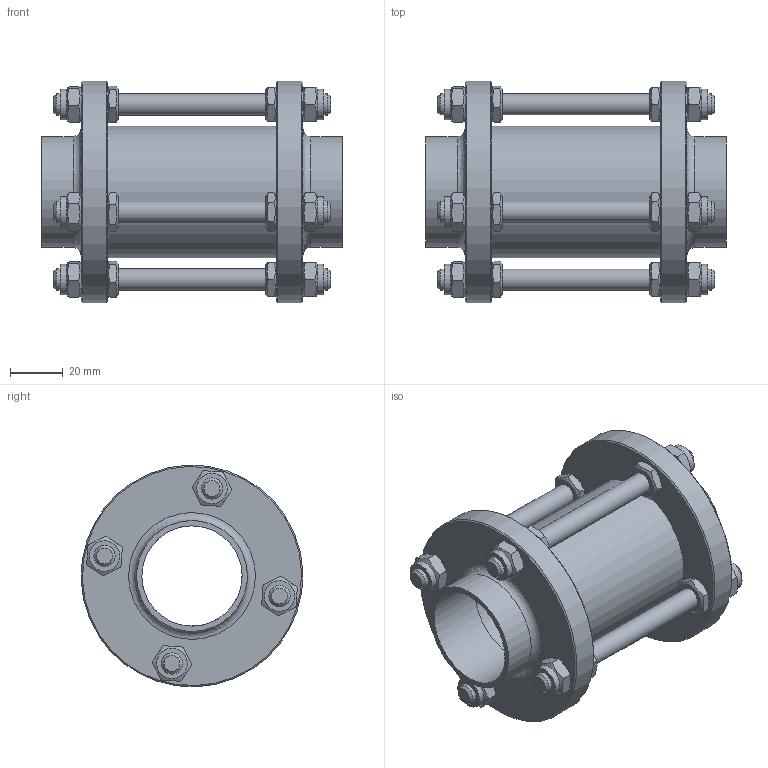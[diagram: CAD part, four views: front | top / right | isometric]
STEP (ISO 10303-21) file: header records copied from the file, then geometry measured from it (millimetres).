
FILE_DESCRIPTION((''),'2;1');
FILE_NAME('61300040X200.stp','2010-10-29T11:06:15',('Creator'),(''),'Autodesk Inventor 2010','Autodesk Inventor 2010','');
FILE_SCHEMA(('AUTOMOTIVE_DESIGN { 1 0 10303 214 1 1 1 1 }'));
Length unit declared in the file: millimetre
Products named in the file (1): 61300040X200
Bounding box: 114 x 83.94 x 83.94 mm (x, y, z)
Volume: 164329.7 mm3; surface area: 65463.8 mm2
Topology: 1 solids, 9 shells, 270 faces, 634 edges, 414 vertices
Faces by surface type: plane 146, cone 76, cylinder 46, bspline 2
Full cylindrical faces by diameter (mm): 8 x20, 8.5 x8, 11.6 x8, 38 x2, 40 x1, 42 x2, 50 x1, 51.5 x2, 84 x2
Entity records: 6759 total; most frequent: CARTESIAN_POINT 1547, DIRECTION 958, ORIENTED_EDGE 900, EDGE_LOOP 452, EDGE_CURVE 450, AXIS2_PLACEMENT_3D 431, VERTEX_POINT 354, FACE_OUTER_BOUND 270
